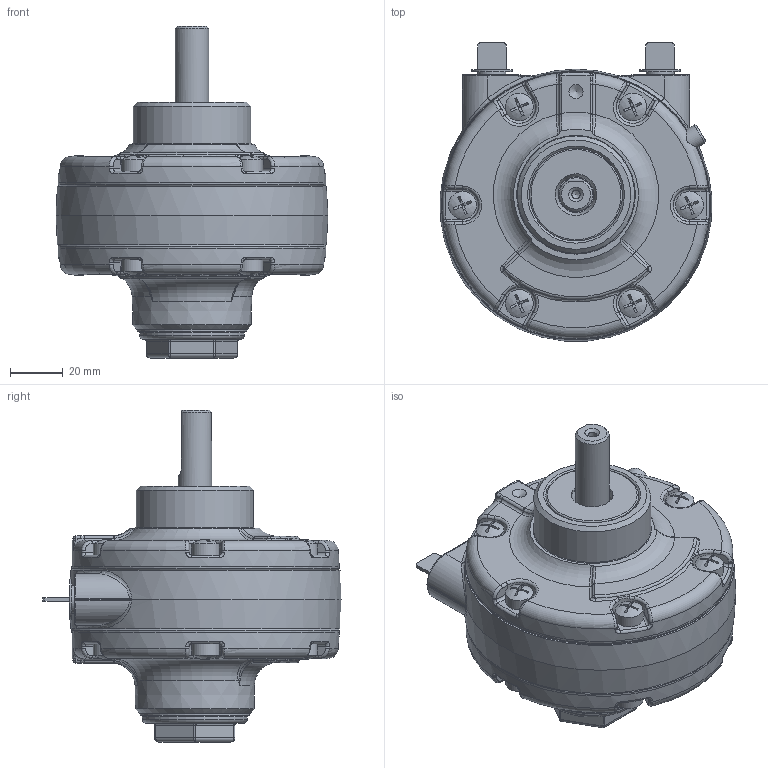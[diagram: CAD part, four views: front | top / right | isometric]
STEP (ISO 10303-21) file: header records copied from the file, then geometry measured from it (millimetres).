
FILE_DESCRIPTION (( 'STEP AP214' ), '1' );
FILE_NAME ('2AM-NCW-7A.STEP', '2025-05-05T13:33:27', ( '' ), ( '' ), 'SwSTEP 2.0', 'SolidWorks 2023', '' );
FILE_SCHEMA (( 'AUTOMOTIVE_DESIGN' ));
Length unit declared in the file: inch
Products named in the file (21): AA489A; AE451A; BB631; AC723; AA299J; B330; AC726; AA13B; 2AM-NCW-7A; AA466B; AM307D; AA467
Assembly tree (22 placements, depth 2):
  AA299J
  AA13B
  2AM-NCW-7A
    AA467
    AA466B
    AA489A
    AC723
    AC726
    AE451A  x2
    AM307D
    B330
    B330
    BB631
    BB631
    BB631
    BB631
    BB631  x4
    BB631
    BB631
    BB631
    BB631
Bounding box: 102.69 x 112.59 x 125.37 mm (x, y, z)
Volume: 251467.4 mm3; surface area: 102646.2 mm2
Topology: 26 solids, 26 shells, 1032 faces, 2555 edges, 1595 vertices
Faces by surface type: cylinder 312, plane 294, bspline 160, cone 138, torus 108, sphere 20
Full cylindrical faces by diameter (mm): 3.175 x1, 5.334 x1, 5.41 x2, 6.147 x2, 6.35 x12, 7.137 x8, 7.925 x3, 8.357 x2, 10.516 x12, 10.541 x2, 11.176 x2, 12.705 x1, 15.469 x2, 15.748 x1, 30.963 x1, 31.242 x1, 31.75 x1, 32.487 x1, 32.995 x1, 34.273 x4, 34.925 x1, 35.027 x1, 39.624 x1, 41.275 x1, 44.336 x1, 74.193 x1, 98.425 x2
Entity records: 37098 total; most frequent: CARTESIAN_POINT 15611, ORIENTED_EDGE 4216, DIRECTION 4031, EDGE_CURVE 2108, AXIS2_PLACEMENT_3D 1767, VERTEX_POINT 1361, EDGE_LOOP 1151, FACE_OUTER_BOUND 1012
